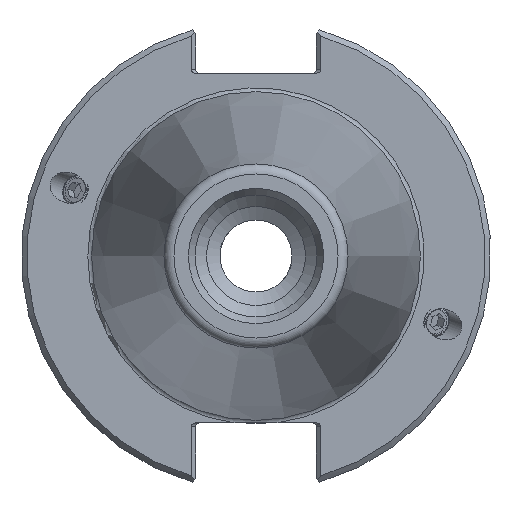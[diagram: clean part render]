
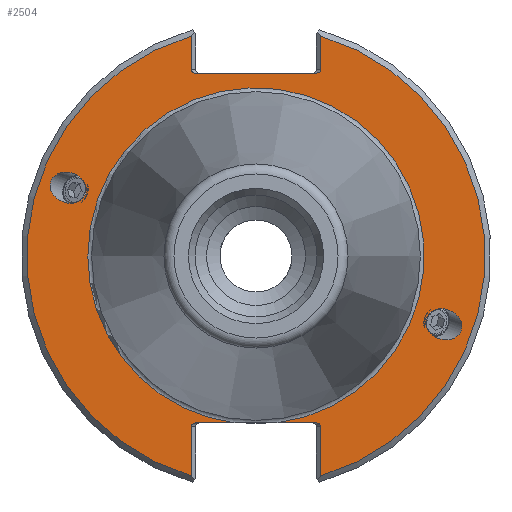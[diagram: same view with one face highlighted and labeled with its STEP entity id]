
A CAD part, left-side view. The second image highlights one B-rep face of the part: STEP entity #2504.
In plain terms, the highlighted planar face has unit normal (-1, 0, 0).
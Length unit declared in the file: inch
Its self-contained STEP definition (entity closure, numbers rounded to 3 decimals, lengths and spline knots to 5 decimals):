
#122=LINE('',#5121,#242);
#131=LINE('',#5156,#251);
#138=LINE('',#5185,#258);
#147=LINE('',#5220,#267);
#148=LINE('',#5233,#268);
#153=LINE('',#5281,#273);
#154=LINE('',#5284,#274);
#242=VECTOR('',#3134,0.1782);
#251=VECTOR('',#3163,0.1782);
#258=VECTOR('',#3186,0.2622);
#267=VECTOR('',#3215,0.2622);
#268=VECTOR('',#3228,0.63343);
#273=VECTOR('',#3263,0.205);
#274=VECTOR('',#3268,0.205);
#395=PLANE('',#2735);
#467=ELLIPSE('',#2616,0.09853,0.08071);
#468=ELLIPSE('',#2624,0.09853,0.08071);
#469=ELLIPSE('',#2680,0.02828,0.02);
#476=ELLIPSE('',#2694,0.02828,0.02);
#477=ELLIPSE('',#2698,0.02828,0.02);
#484=ELLIPSE('',#2712,0.02828,0.02);
#531=FACE_BOUND('',#853,.T.);
#532=FACE_BOUND('',#854,.T.);
#650=FACE_OUTER_BOUND('',#852,.T.);
#852=EDGE_LOOP('',(#2052,#2053,#2054,#2055,#2056,#2057,#2058,#2059,#2060,
#2061,#2062,#2063,#2064,#2065));
#853=EDGE_LOOP('',(#2066));
#854=EDGE_LOOP('',(#2067));
#1010=CIRCLE('',#2733,0.895);
#1012=CIRCLE('',#2736,1.22);
#1013=CIRCLE('',#2737,1.22);
#1140=VERTEX_POINT('',#3755);
#1143=VERTEX_POINT('',#3766);
#1233=VERTEX_POINT('',#5099);
#1234=VERTEX_POINT('',#5101);
#1239=VERTEX_POINT('',#5117);
#1245=VERTEX_POINT('',#5141);
#1246=VERTEX_POINT('',#5143);
#1249=VERTEX_POINT('',#5155);
#1250=VERTEX_POINT('',#5161);
#1251=VERTEX_POINT('',#5162);
#1257=VERTEX_POINT('',#5181);
#1263=VERTEX_POINT('',#5205);
#1264=VERTEX_POINT('',#5207);
#1267=VERTEX_POINT('',#5219);
#1276=VERTEX_POINT('',#5264);
#1277=VERTEX_POINT('',#5265);
#1389=EDGE_CURVE('',#1140,#1140,#467,.T.);
#1392=EDGE_CURVE('',#1143,#1143,#468,.T.);
#1504=EDGE_CURVE('',#1233,#1234,#469,.T.);
#1513=EDGE_CURVE('',#1239,#1233,#122,.T.);
#1523=EDGE_CURVE('',#1245,#1246,#476,.T.);
#1528=EDGE_CURVE('',#1246,#1249,#131,.T.);
#1530=EDGE_CURVE('',#1250,#1251,#477,.T.);
#1541=EDGE_CURVE('',#1257,#1250,#138,.T.);
#1551=EDGE_CURVE('',#1263,#1264,#484,.T.);
#1556=EDGE_CURVE('',#1264,#1267,#147,.T.);
#1561=EDGE_CURVE('',#1234,#1245,#148,.T.);
#1575=EDGE_CURVE('',#1276,#1277,#1010,.T.);
#1577=EDGE_CURVE('',#1251,#1276,#153,.T.);
#1578=EDGE_CURVE('',#1249,#1257,#1012,.T.);
#1579=EDGE_CURVE('',#1267,#1239,#1013,.T.);
#1580=EDGE_CURVE('',#1277,#1263,#154,.T.);
#2052=ORIENTED_EDGE('',*,*,#1575,.F.);
#2053=ORIENTED_EDGE('',*,*,#1577,.F.);
#2054=ORIENTED_EDGE('',*,*,#1530,.F.);
#2055=ORIENTED_EDGE('',*,*,#1541,.F.);
#2056=ORIENTED_EDGE('',*,*,#1578,.F.);
#2057=ORIENTED_EDGE('',*,*,#1528,.F.);
#2058=ORIENTED_EDGE('',*,*,#1523,.F.);
#2059=ORIENTED_EDGE('',*,*,#1561,.F.);
#2060=ORIENTED_EDGE('',*,*,#1504,.F.);
#2061=ORIENTED_EDGE('',*,*,#1513,.F.);
#2062=ORIENTED_EDGE('',*,*,#1579,.F.);
#2063=ORIENTED_EDGE('',*,*,#1556,.F.);
#2064=ORIENTED_EDGE('',*,*,#1551,.F.);
#2065=ORIENTED_EDGE('',*,*,#1580,.F.);
#2066=ORIENTED_EDGE('',*,*,#1389,.T.);
#2067=ORIENTED_EDGE('',*,*,#1392,.T.);
#2504=ADVANCED_FACE('',(#650,#531,#532),#395,.T.);
#2616=AXIS2_PLACEMENT_3D('',#3756,#2945,#2946);
#2624=AXIS2_PLACEMENT_3D('',#3767,#2961,#2962);
#2680=AXIS2_PLACEMENT_3D('',#5102,#3116,#3117);
#2694=AXIS2_PLACEMENT_3D('',#5144,#3154,#3155);
#2698=AXIS2_PLACEMENT_3D('',#5163,#3166,#3167);
#2712=AXIS2_PLACEMENT_3D('',#5208,#3206,#3207);
#2733=AXIS2_PLACEMENT_3D('',#5277,#3257,#3258);
#2735=AXIS2_PLACEMENT_3D('',#5280,#3261,#3262);
#2736=AXIS2_PLACEMENT_3D('',#5282,#3264,#3265);
#2737=AXIS2_PLACEMENT_3D('',#5283,#3266,#3267);
#2945=DIRECTION('center_axis',(1.,0.,0.));
#2946=DIRECTION('ref_axis',(0.,-0.94,-0.342));
#2961=DIRECTION('center_axis',(1.,0.,0.));
#2962=DIRECTION('ref_axis',(0.,0.94,0.342));
#3116=DIRECTION('center_axis',(-1.,0.,0.));
#3117=DIRECTION('ref_axis',(0.,1.,0.));
#3134=DIRECTION('',(0.,0.,-1.));
#3154=DIRECTION('center_axis',(-1.,0.,0.));
#3155=DIRECTION('ref_axis',(0.,-1.,0.));
#3163=DIRECTION('',(0.,0.,1.));
#3166=DIRECTION('center_axis',(-1.,0.,0.));
#3167=DIRECTION('ref_axis',(0.,-1.,0.));
#3186=DIRECTION('',(0.,0.,1.));
#3206=DIRECTION('center_axis',(-1.,0.,0.));
#3207=DIRECTION('ref_axis',(0.,1.,0.));
#3215=DIRECTION('',(0.,0.,-1.));
#3228=DIRECTION('',(0.,-1.,0.));
#3257=DIRECTION('center_axis',(-1.,0.,0.));
#3258=DIRECTION('ref_axis',(0.,-1.,0.));
#3261=DIRECTION('center_axis',(-1.,0.,0.));
#3262=DIRECTION('ref_axis',(0.,0.,1.));
#3263=DIRECTION('',(0.,1.,0.));
#3264=DIRECTION('center_axis',(1.,0.,0.));
#3265=DIRECTION('ref_axis',(0.,-1.,0.));
#3266=DIRECTION('center_axis',(1.,0.,0.));
#3267=DIRECTION('ref_axis',(0.,1.,0.));
#3268=DIRECTION('',(0.,1.,0.));
#3755=CARTESIAN_POINT('',(0.125,-0.90631,-0.32987));
#3756=CARTESIAN_POINT('Origin',(0.125,-0.99889,-0.36357));
#3766=CARTESIAN_POINT('',(0.125,0.90631,0.32987));
#3767=CARTESIAN_POINT('Origin',(0.125,0.99889,0.36357));
#5099=CARTESIAN_POINT('',(0.125,0.345,0.992));
#5101=CARTESIAN_POINT('',(0.125,0.31672,0.972));
#5102=CARTESIAN_POINT('Origin',(0.125,0.31672,0.992));
#5117=CARTESIAN_POINT('',(0.125,0.345,1.1702));
#5121=CARTESIAN_POINT('',(0.125,0.345,0.486));
#5141=CARTESIAN_POINT('',(0.125,-0.31672,0.972));
#5143=CARTESIAN_POINT('',(0.125,-0.345,0.992));
#5144=CARTESIAN_POINT('Origin',(0.125,-0.31672,0.992));
#5155=CARTESIAN_POINT('',(0.125,-0.345,1.1702));
#5156=CARTESIAN_POINT('',(0.125,-0.345,0.486));
#5161=CARTESIAN_POINT('',(0.125,-0.345,-0.908));
#5162=CARTESIAN_POINT('',(0.125,-0.31672,-0.888));
#5163=CARTESIAN_POINT('Origin',(0.125,-0.31672,-0.908));
#5181=CARTESIAN_POINT('',(0.125,-0.345,-1.1702));
#5185=CARTESIAN_POINT('',(0.125,-0.345,-0.444));
#5205=CARTESIAN_POINT('',(0.125,0.31672,-0.888));
#5207=CARTESIAN_POINT('',(0.125,0.345,-0.908));
#5208=CARTESIAN_POINT('Origin',(0.125,0.31672,-0.908));
#5219=CARTESIAN_POINT('',(0.125,0.345,-1.1702));
#5220=CARTESIAN_POINT('',(0.125,0.345,-0.444));
#5233=CARTESIAN_POINT('',(0.125,0.53125,0.972));
#5264=CARTESIAN_POINT('',(0.125,-0.11172,-0.888));
#5265=CARTESIAN_POINT('',(0.125,0.11172,-0.888));
#5277=CARTESIAN_POINT('Origin',(0.125,0.,0.));
#5280=CARTESIAN_POINT('Origin',(0.125,1.0625,0.));
#5281=CARTESIAN_POINT('',(0.125,0.53125,-0.888));
#5282=CARTESIAN_POINT('Origin',(0.125,0.,0.));
#5283=CARTESIAN_POINT('Origin',(0.125,0.,0.));
#5284=CARTESIAN_POINT('',(0.125,0.53125,-0.888));
